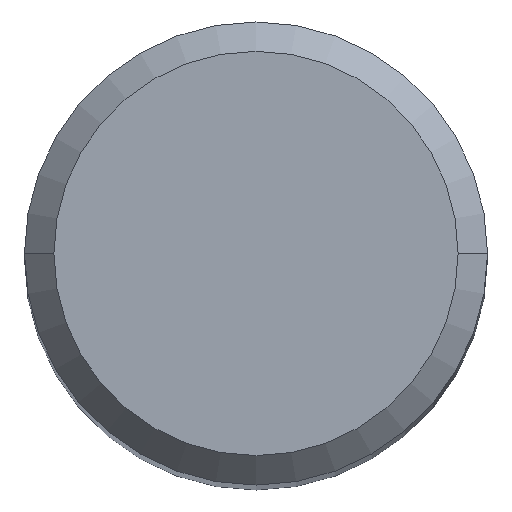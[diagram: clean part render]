
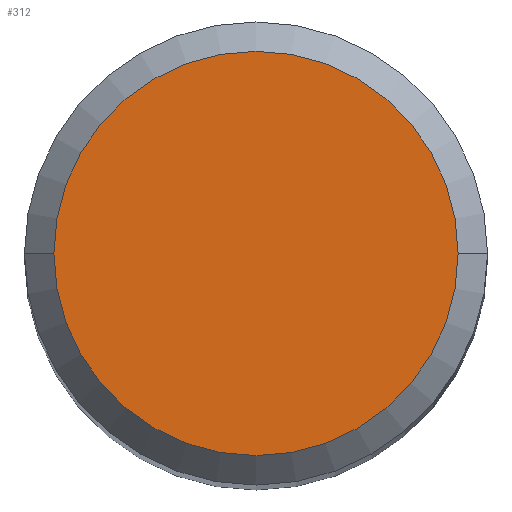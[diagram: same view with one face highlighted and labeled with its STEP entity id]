
A CAD part, top view. The second image highlights one B-rep face of the part: STEP entity #312.
In plain terms, the highlighted planar face has unit normal (0, 0, 1).
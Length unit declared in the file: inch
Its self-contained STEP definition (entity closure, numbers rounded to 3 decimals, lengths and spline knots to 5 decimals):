
#10 = DIRECTION ( 'NONE',  ( 0., 0., 1. ) ) ;
#17 = EDGE_CURVE ( 'NONE', #210, #320, #363, .T. ) ;
#59 = DIRECTION ( 'NONE',  ( 1., 0., 0. ) ) ;
#88 = CARTESIAN_POINT ( 'NONE',  ( 0., 0., 2.24409 ) ) ;
#140 = CARTESIAN_POINT ( 'NONE',  ( 0., 0., 2.24409 ) ) ;
#149 = EDGE_LOOP ( 'NONE', ( #327, #159 ) ) ;
#150 = FACE_OUTER_BOUND ( 'NONE', #149, .T. ) ;
#159 = ORIENTED_EDGE ( 'NONE', *, *, #17, .T. ) ;
#199 = AXIS2_PLACEMENT_3D ( 'NONE', #276, #10, #216 ) ;
#203 = DIRECTION ( 'NONE',  ( 0., 0., 1. ) ) ;
#205 = DIRECTION ( 'NONE',  ( 1., 0., 0. ) ) ;
#207 = DIRECTION ( 'NONE',  ( 0., 0., 1. ) ) ;
#210 = VERTEX_POINT ( 'NONE', #228 ) ;
#216 = DIRECTION ( 'NONE',  ( 1., 0., 0. ) ) ;
#228 = CARTESIAN_POINT ( 'NONE',  ( 0.10311, 0., 2.24409 ) ) ;
#229 = AXIS2_PLACEMENT_3D ( 'NONE', #88, #207, #205 ) ;
#237 = EDGE_CURVE ( 'NONE', #320, #210, #290, .T. ) ;
#276 = CARTESIAN_POINT ( 'NONE',  ( 0., 0., 2.24409 ) ) ;
#290 = CIRCLE ( 'NONE', #229, 0.10311 ) ;
#312 = ADVANCED_FACE ( 'NONE', ( #150 ), #319, .T. ) ;
#319 = PLANE ( 'NONE',  #371 ) ;
#320 = VERTEX_POINT ( 'NONE', #379 ) ;
#327 = ORIENTED_EDGE ( 'NONE', *, *, #237, .T. ) ;
#363 = CIRCLE ( 'NONE', #199, 0.10311 ) ;
#371 = AXIS2_PLACEMENT_3D ( 'NONE', #140, #203, #59 ) ;
#379 = CARTESIAN_POINT ( 'NONE',  ( -0.10311, 0., 2.24409 ) ) ;
